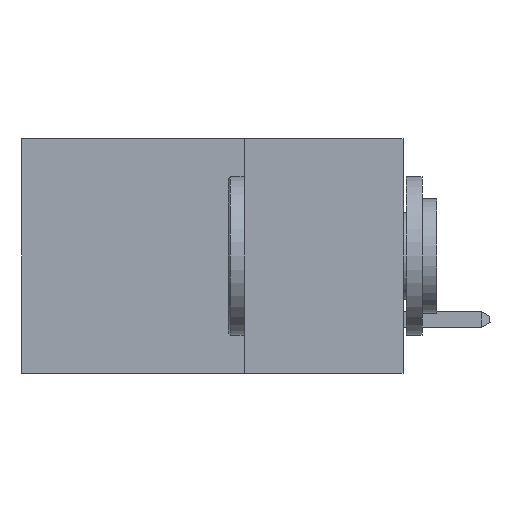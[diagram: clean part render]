
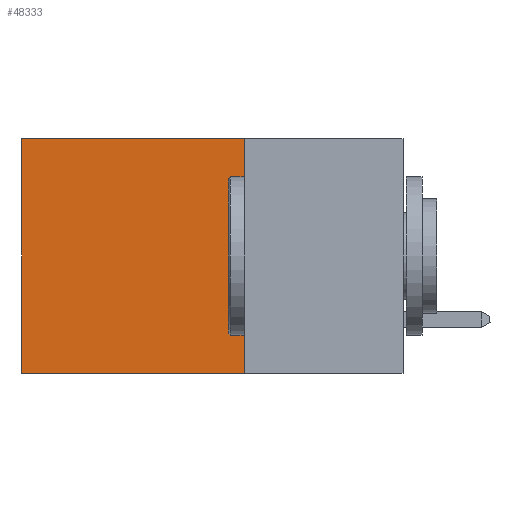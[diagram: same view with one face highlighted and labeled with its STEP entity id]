
A CAD part, left-side view. The second image highlights one B-rep face of the part: STEP entity #48333.
In plain terms, the highlighted planar face has unit normal (-1, 0, 0).
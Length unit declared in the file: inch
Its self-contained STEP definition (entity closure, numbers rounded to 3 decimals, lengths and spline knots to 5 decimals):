
#1714 = CARTESIAN_POINT ( 'NONE',  ( 0.2875, 0.25, 0. ) ) ;
#2854 = ORIENTED_EDGE ( 'NONE', *, *, #13856, .F. ) ;
#4084 = EDGE_CURVE ( 'NONE', #19450, #5262, #33613, .T. ) ;
#5262 = VERTEX_POINT ( 'NONE', #48211 ) ;
#8249 = EDGE_CURVE ( 'NONE', #26184, #19450, #45378, .T. ) ;
#8295 = ORIENTED_EDGE ( 'NONE', *, *, #4084, .T. ) ;
#9544 = CARTESIAN_POINT ( 'NONE',  ( 0.2875, 0.25, 0. ) ) ;
#12458 = AXIS2_PLACEMENT_3D ( 'NONE', #1714, #20065, #16326 ) ;
#12534 = ORIENTED_EDGE ( 'NONE', *, *, #8249, .T. ) ;
#13856 = EDGE_CURVE ( 'NONE', #26184, #41103, #41253, .T. ) ;
#16109 = CARTESIAN_POINT ( 'NONE',  ( 0.2875, 0.25, -0.37 ) ) ;
#16326 = DIRECTION ( 'NONE',  ( 0., 0., -1. ) ) ;
#16717 = FACE_OUTER_BOUND ( 'NONE', #32700, .T. ) ;
#17509 = CARTESIAN_POINT ( 'NONE',  ( 0.2875, 0.25, 0. ) ) ;
#17652 = VECTOR ( 'NONE', #45646, 39.37008 ) ;
#18135 = ORIENTED_EDGE ( 'NONE', *, *, #38935, .F. ) ;
#18316 = DIRECTION ( 'NONE',  ( 0., 1., 0. ) ) ;
#19450 = VERTEX_POINT ( 'NONE', #22268 ) ;
#20065 = DIRECTION ( 'NONE',  ( 1., 0., 0. ) ) ;
#22268 = CARTESIAN_POINT ( 'NONE',  ( 0.2875, 0.6, 0. ) ) ;
#25702 = DIRECTION ( 'NONE',  ( 0., 0., -1. ) ) ;
#26184 = VERTEX_POINT ( 'NONE', #9544 ) ;
#29314 = DIRECTION ( 'NONE',  ( 0., 0., -1. ) ) ;
#32700 = EDGE_LOOP ( 'NONE', ( #8295, #18135, #2854, #12534 ) ) ;
#33033 = CARTESIAN_POINT ( 'NONE',  ( 0.2875, 0.25, 0. ) ) ;
#33613 = LINE ( 'NONE', #47560, #42277 ) ;
#33798 = CARTESIAN_POINT ( 'NONE',  ( 0.2875, 0.25, -0.37 ) ) ;
#35486 = VECTOR ( 'NONE', #18316, 39.37008 ) ;
#38935 = EDGE_CURVE ( 'NONE', #41103, #5262, #46853, .T. ) ;
#40667 = VECTOR ( 'NONE', #25702, 39.37008 ) ;
#41103 = VERTEX_POINT ( 'NONE', #16109 ) ;
#41253 = LINE ( 'NONE', #33033, #40667 ) ;
#42277 = VECTOR ( 'NONE', #29314, 39.37008 ) ;
#45378 = LINE ( 'NONE', #17509, #35486 ) ;
#45646 = DIRECTION ( 'NONE',  ( 0., 1., 0. ) ) ;
#46244 = PLANE ( 'NONE',  #12458 ) ;
#46853 = LINE ( 'NONE', #33798, #17652 ) ;
#47560 = CARTESIAN_POINT ( 'NONE',  ( 0.2875, 0.6, 0. ) ) ;
#48211 = CARTESIAN_POINT ( 'NONE',  ( 0.2875, 0.6, -0.37 ) ) ;
#48333 = ADVANCED_FACE ( 'NONE', ( #16717 ), #46244, .F. ) ;
